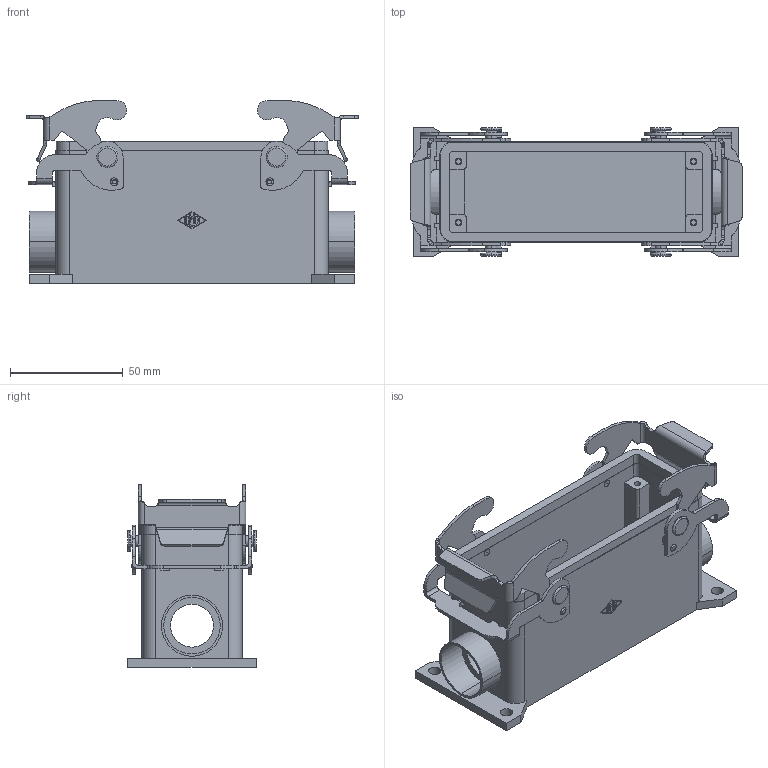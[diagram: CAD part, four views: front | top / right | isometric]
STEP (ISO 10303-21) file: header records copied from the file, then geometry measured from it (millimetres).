
FILE_DESCRIPTION((''),'2;1');
FILE_NAME('MVP 24.225.stp','2007-01-05T09:05:43',('gembarski'),(''),'Autodesk Inventor 7','Autodesk Inventor 7','');
FILE_SCHEMA(('AUTOMOTIVE_DESIGN { 1 0 10303 214 1 1 1 1 }'));
Length unit declared in the file: millimetre
Products named in the file (1): MVP 24.225
Bounding box: 146.97 x 57 x 81 mm (x, y, z)
Volume: 125174.4 mm3; surface area: 72167 mm2
Topology: 3 solids, 3 shells, 618 faces, 1689 edges, 1114 vertices
Faces by surface type: bspline 241, plane 189, cylinder 176, torus 8, cone 4
Entity records: 24830 total; most frequent: CARTESIAN_POINT 9521, ORIENTED_EDGE 3362, DIRECTION 2959, EDGE_CURVE 1681, VERTEX_POINT 1114, VECTOR 1007, LINE 1007, AXIS2_PLACEMENT_3D 976
